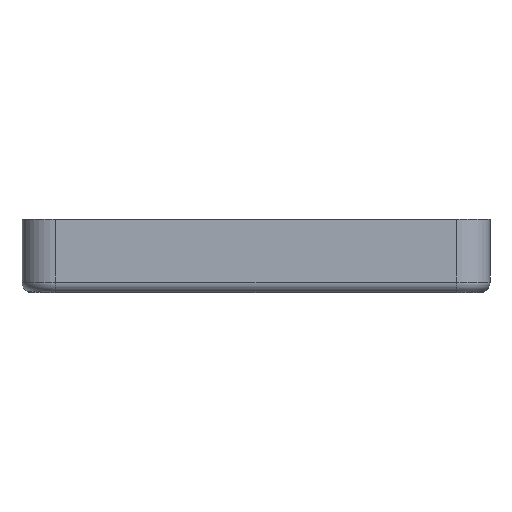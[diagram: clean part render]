
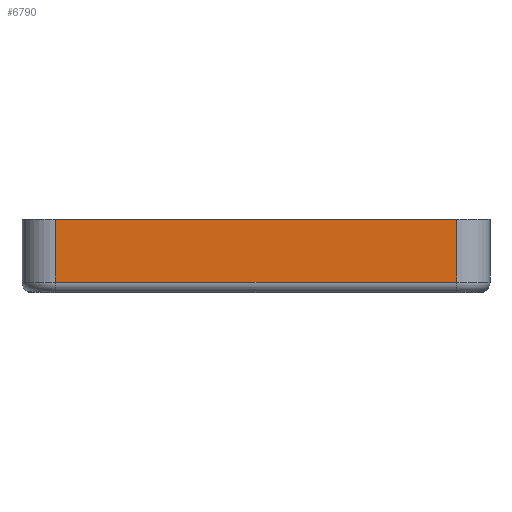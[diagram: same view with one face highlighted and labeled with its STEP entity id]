
A CAD part, front view. The second image highlights one B-rep face of the part: STEP entity #6790.
In plain terms, the highlighted planar face has unit normal (0, -1, 0).
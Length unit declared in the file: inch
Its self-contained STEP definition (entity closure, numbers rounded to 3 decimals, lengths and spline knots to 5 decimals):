
#651=FACE_OUTER_BOUND('',#1045,.T.);
#1045=EDGE_LOOP('',(#5584,#5585,#5586,#5587,#5588,#5589));
#1724=LINE('',#11120,#2471);
#1725=LINE('',#11132,#2472);
#1726=LINE('',#11142,#2473);
#1738=LINE('',#11316,#2485);
#1740=LINE('',#11322,#2487);
#1741=LINE('',#11323,#2488);
#2471=VECTOR('',#8409,0.3937);
#2472=VECTOR('',#8416,0.3937);
#2473=VECTOR('',#8419,0.3937);
#2485=VECTOR('',#8501,0.3937);
#2487=VECTOR('',#8507,0.3937);
#2488=VECTOR('',#8508,0.3937);
#3136=VERTEX_POINT('',#11117);
#3137=VERTEX_POINT('',#11119);
#3139=VERTEX_POINT('',#11130);
#3141=VERTEX_POINT('',#11141);
#3164=VERTEX_POINT('',#11315);
#3166=VERTEX_POINT('',#11321);
#3973=EDGE_CURVE('',#3136,#3137,#1724,.T.);
#3977=EDGE_CURVE('',#3139,#3136,#1725,.T.);
#3979=EDGE_CURVE('',#3137,#3141,#1726,.T.);
#4022=EDGE_CURVE('',#3141,#3164,#1738,.T.);
#4025=EDGE_CURVE('',#3166,#3139,#1740,.T.);
#4026=EDGE_CURVE('',#3164,#3166,#1741,.T.);
#5584=ORIENTED_EDGE('',*,*,#3979,.F.);
#5585=ORIENTED_EDGE('',*,*,#3973,.F.);
#5586=ORIENTED_EDGE('',*,*,#3977,.F.);
#5587=ORIENTED_EDGE('',*,*,#4025,.F.);
#5588=ORIENTED_EDGE('',*,*,#4026,.F.);
#5589=ORIENTED_EDGE('',*,*,#4022,.F.);
#6484=PLANE('',#7206);
#6790=ADVANCED_FACE('',(#651),#6484,.T.);
#7206=AXIS2_PLACEMENT_3D('',#11320,#8505,#8506);
#8409=DIRECTION('',(-1.,0.,0.));
#8416=DIRECTION('',(-1.,0.,0.));
#8419=DIRECTION('',(-1.,0.,0.));
#8501=DIRECTION('',(0.,0.,1.));
#8505=DIRECTION('center_axis',(0.,-1.,0.));
#8506=DIRECTION('ref_axis',(-1.,0.,0.));
#8507=DIRECTION('',(0.,0.,-1.));
#8508=DIRECTION('',(1.,0.,0.));
#11117=CARTESIAN_POINT('',(3.24615,0.,-0.05));
#11119=CARTESIAN_POINT('',(0.25385,0.,-0.05));
#11120=CARTESIAN_POINT('',(2.5,0.,-0.05));
#11130=CARTESIAN_POINT('',(3.25,0.,-0.05));
#11132=CARTESIAN_POINT('',(2.5,0.,-0.05));
#11141=CARTESIAN_POINT('',(0.25,0.,-0.05));
#11142=CARTESIAN_POINT('',(2.5,0.,-0.05));
#11315=CARTESIAN_POINT('',(0.25,0.,0.42));
#11316=CARTESIAN_POINT('',(0.25,0.,0.));
#11320=CARTESIAN_POINT('Origin',(3.25,0.,0.));
#11321=CARTESIAN_POINT('',(3.25,0.,0.42));
#11322=CARTESIAN_POINT('',(3.25,0.,0.));
#11323=CARTESIAN_POINT('',(0.25,0.,0.42));
